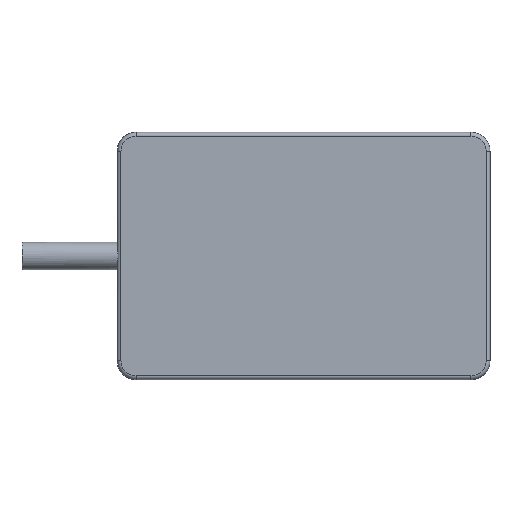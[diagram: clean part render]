
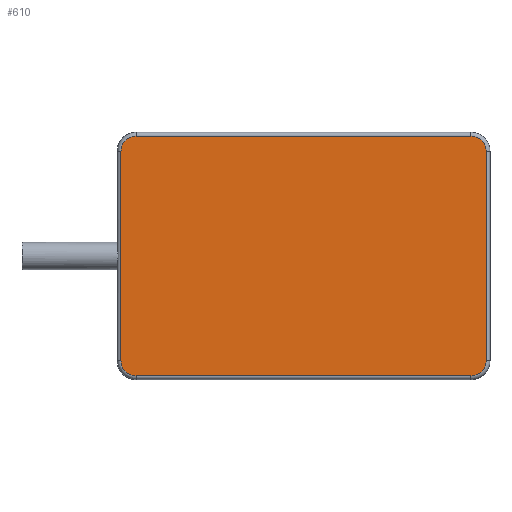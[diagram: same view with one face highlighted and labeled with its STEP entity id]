
A CAD part, front view. The second image highlights one B-rep face of the part: STEP entity #610.
In plain terms, the highlighted planar face has unit normal (0, -1, 0).
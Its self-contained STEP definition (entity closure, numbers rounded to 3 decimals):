
#20=PLANE('',#696);
#50=LINE('',#1042,#97);
#53=LINE('',#1056,#100);
#55=LINE('',#1066,#102);
#57=LINE('',#1075,#104);
#97=VECTOR('',#805,10.);
#100=VECTOR('',#822,10.);
#102=VECTOR('',#834,10.);
#104=VECTOR('',#846,10.);
#162=FACE_OUTER_BOUND('',#201,.T.);
#201=EDGE_LOOP('',(#506,#507,#508,#509,#510,#511,#512,#513));
#236=CIRCLE('',#670,4.);
#242=CIRCLE('',#678,4.);
#245=CIRCLE('',#683,4.);
#249=CIRCLE('',#689,4.);
#288=VERTEX_POINT('',#1016);
#289=VERTEX_POINT('',#1018);
#293=VERTEX_POINT('',#1041);
#295=VERTEX_POINT('',#1047);
#297=VERTEX_POINT('',#1053);
#298=VERTEX_POINT('',#1058);
#299=VERTEX_POINT('',#1062);
#301=VERTEX_POINT('',#1068);
#351=EDGE_CURVE('',#288,#289,#236,.T.);
#356=EDGE_CURVE('',#289,#293,#50,.T.);
#361=EDGE_CURVE('',#293,#295,#242,.T.);
#364=EDGE_CURVE('',#295,#297,#53,.T.);
#366=EDGE_CURVE('',#297,#298,#245,.T.);
#369=EDGE_CURVE('',#298,#299,#55,.T.);
#372=EDGE_CURVE('',#299,#301,#249,.T.);
#374=EDGE_CURVE('',#301,#288,#57,.T.);
#506=ORIENTED_EDGE('',*,*,#351,.F.);
#507=ORIENTED_EDGE('',*,*,#374,.F.);
#508=ORIENTED_EDGE('',*,*,#372,.F.);
#509=ORIENTED_EDGE('',*,*,#369,.F.);
#510=ORIENTED_EDGE('',*,*,#366,.F.);
#511=ORIENTED_EDGE('',*,*,#364,.F.);
#512=ORIENTED_EDGE('',*,*,#361,.F.);
#513=ORIENTED_EDGE('',*,*,#356,.F.);
#610=ADVANCED_FACE('',(#162),#20,.F.);
#670=AXIS2_PLACEMENT_3D('',#1019,#796,#797);
#678=AXIS2_PLACEMENT_3D('',#1051,#815,#816);
#683=AXIS2_PLACEMENT_3D('',#1060,#827,#828);
#689=AXIS2_PLACEMENT_3D('',#1072,#841,#842);
#696=AXIS2_PLACEMENT_3D('',#1087,#862,#863);
#796=DIRECTION('center_axis',(0.,1.,0.));
#797=DIRECTION('ref_axis',(-0.707,0.,-0.707));
#805=DIRECTION('',(0.,0.,1.));
#815=DIRECTION('center_axis',(0.,1.,0.));
#816=DIRECTION('ref_axis',(-0.707,0.,0.707));
#822=DIRECTION('',(1.,0.,0.));
#827=DIRECTION('center_axis',(0.,1.,0.));
#828=DIRECTION('ref_axis',(0.707,0.,0.707));
#834=DIRECTION('',(0.,0.,-1.));
#841=DIRECTION('center_axis',(0.,1.,0.));
#842=DIRECTION('ref_axis',(0.707,0.,-0.707));
#846=DIRECTION('',(-1.,0.,0.));
#862=DIRECTION('center_axis',(0.,1.,0.));
#863=DIRECTION('ref_axis',(0.,0.,1.));
#1016=CARTESIAN_POINT('',(-44.,0.,-31.5));
#1018=CARTESIAN_POINT('',(-48.,0.,-27.5));
#1019=CARTESIAN_POINT('Origin',(-44.,0.,-27.5));
#1041=CARTESIAN_POINT('',(-48.,0.,27.5));
#1042=CARTESIAN_POINT('',(-48.,0.,-16.25));
#1047=CARTESIAN_POINT('',(-44.,0.,31.5));
#1051=CARTESIAN_POINT('Origin',(-44.,0.,27.5));
#1053=CARTESIAN_POINT('',(44.,0.,31.5));
#1056=CARTESIAN_POINT('',(-24.5,0.,31.5));
#1058=CARTESIAN_POINT('',(48.,0.,27.5));
#1060=CARTESIAN_POINT('Origin',(44.,0.,27.5));
#1062=CARTESIAN_POINT('',(48.,0.,-27.5));
#1066=CARTESIAN_POINT('',(48.,0.,16.25));
#1068=CARTESIAN_POINT('',(44.,0.,-31.5));
#1072=CARTESIAN_POINT('Origin',(44.,0.,-27.5));
#1075=CARTESIAN_POINT('',(24.5,0.,-31.5));
#1087=CARTESIAN_POINT('Origin',(0.,0.,0.));
